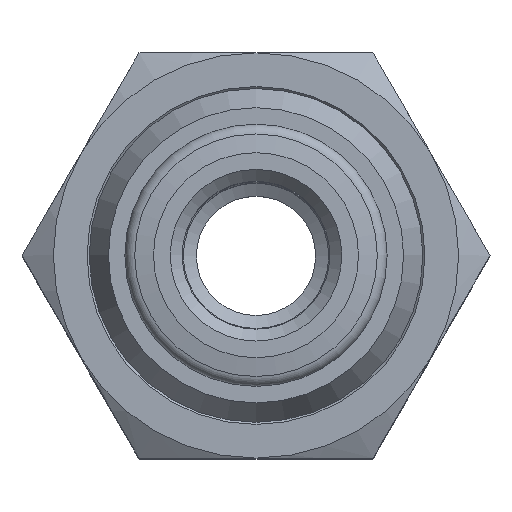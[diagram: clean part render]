
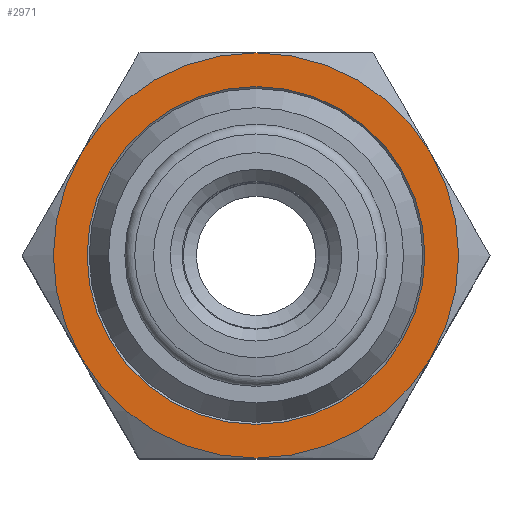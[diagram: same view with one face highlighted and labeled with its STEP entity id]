
A CAD part, top view. The second image highlights one B-rep face of the part: STEP entity #2971.
In plain terms, the highlighted face is planar.
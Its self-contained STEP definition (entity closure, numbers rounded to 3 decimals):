
#1319=PLANE('',#2793);
#1408=ORIENTED_EDGE('',*,*,#1775,.T.);
#1409=ORIENTED_EDGE('',*,*,#1776,.F.);
#1410=ORIENTED_EDGE('',*,*,#1777,.T.);
#1411=ORIENTED_EDGE('',*,*,#1778,.T.);
#1412=ORIENTED_EDGE('',*,*,#1773,.T.);
#1413=ORIENTED_EDGE('',*,*,#1779,.T.);
#1414=ORIENTED_EDGE('',*,*,#1780,.T.);
#1625=CIRCLE('',#2791,8.5);
#1626=CIRCLE('',#2794,8.5);
#1627=CIRCLE('',#2795,8.5);
#1628=CIRCLE('',#2796,8.5);
#1629=CIRCLE('',#2797,8.5);
#1630=CIRCLE('',#2798,8.5);
#1631=CIRCLE('',#2799,7.086);
#1685=VERTEX_POINT('',#2518);
#1690=VERTEX_POINT('',#2530);
#1691=VERTEX_POINT('',#2534);
#1692=VERTEX_POINT('',#2535);
#1693=VERTEX_POINT('',#2537);
#1694=VERTEX_POINT('',#2539);
#1695=VERTEX_POINT('',#2543);
#1773=EDGE_CURVE('',#1685,#1690,#1625,.T.);
#1775=EDGE_CURVE('',#1691,#1692,#1626,.T.);
#1776=EDGE_CURVE('',#1693,#1692,#1627,.T.);
#1777=EDGE_CURVE('',#1693,#1694,#1628,.T.);
#1778=EDGE_CURVE('',#1694,#1685,#1629,.T.);
#1779=EDGE_CURVE('',#1690,#1691,#1630,.T.);
#1780=EDGE_CURVE('',#1695,#1695,#1631,.T.);
#1900=EDGE_LOOP('',(#1408,#1409,#1410,#1411,#1412,#1413));
#1901=EDGE_LOOP('',(#1414));
#2010=FACE_BOUND('',#1900,.T.);
#2011=FACE_BOUND('',#1901,.T.);
#2160=DIRECTION('',(0.,1.,0.));
#2161=DIRECTION('',(0.,0.,-8.5));
#2164=DIRECTION('',(0.,1.,0.));
#2165=DIRECTION('',(1.,0.,0.));
#2166=DIRECTION('',(0.,1.,0.));
#2167=DIRECTION('',(0.,0.,-8.5));
#2168=DIRECTION('',(0.,-1.,0.));
#2169=DIRECTION('',(0.,0.,8.5));
#2170=DIRECTION('',(0.,1.,0.));
#2171=DIRECTION('',(0.,0.,-8.5));
#2172=DIRECTION('',(0.,1.,0.));
#2173=DIRECTION('',(0.,0.,-8.5));
#2174=DIRECTION('',(0.,1.,0.));
#2175=DIRECTION('',(0.,0.,-8.5));
#2176=DIRECTION('',(0.,-1.,0.));
#2177=DIRECTION('',(0.,0.,-7.086));
#2518=CARTESIAN_POINT('',(7.662,10.305,-4.25));
#2530=CARTESIAN_POINT('',(7.662,10.305,4.25));
#2531=CARTESIAN_POINT('',(15.024,10.305,0.));
#2533=CARTESIAN_POINT('',(23.524,10.305,0.));
#2534=CARTESIAN_POINT('',(15.024,10.305,8.5));
#2535=CARTESIAN_POINT('',(22.385,10.305,4.25));
#2536=CARTESIAN_POINT('',(15.024,10.305,0.));
#2537=CARTESIAN_POINT('',(22.385,10.305,-4.25));
#2538=CARTESIAN_POINT('',(15.024,10.305,0.));
#2539=CARTESIAN_POINT('',(15.024,10.305,-8.5));
#2540=CARTESIAN_POINT('',(15.024,10.305,0.));
#2541=CARTESIAN_POINT('',(15.024,10.305,0.));
#2542=CARTESIAN_POINT('',(15.024,10.305,0.));
#2543=CARTESIAN_POINT('',(15.024,10.305,-7.086));
#2544=CARTESIAN_POINT('',(15.024,10.305,0.));
#2791=AXIS2_PLACEMENT_3D('',#2531,#2160,#2161);
#2793=AXIS2_PLACEMENT_3D('',#2533,#2164,#2165);
#2794=AXIS2_PLACEMENT_3D('',#2536,#2166,#2167);
#2795=AXIS2_PLACEMENT_3D('',#2538,#2168,#2169);
#2796=AXIS2_PLACEMENT_3D('',#2540,#2170,#2171);
#2797=AXIS2_PLACEMENT_3D('',#2541,#2172,#2173);
#2798=AXIS2_PLACEMENT_3D('',#2542,#2174,#2175);
#2799=AXIS2_PLACEMENT_3D('',#2544,#2176,#2177);
#2971=ADVANCED_FACE('',(#2010,#2011),#1319,.T.);
